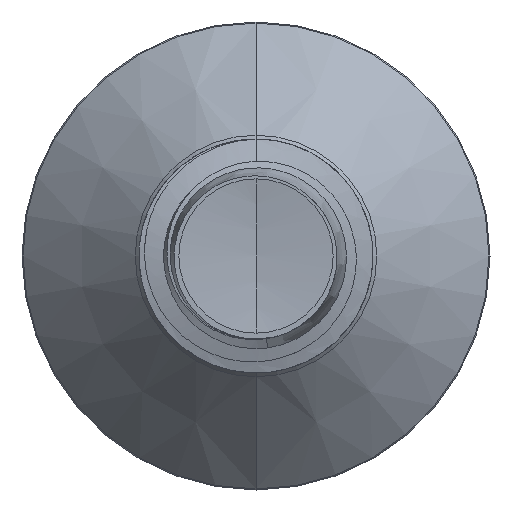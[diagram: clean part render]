
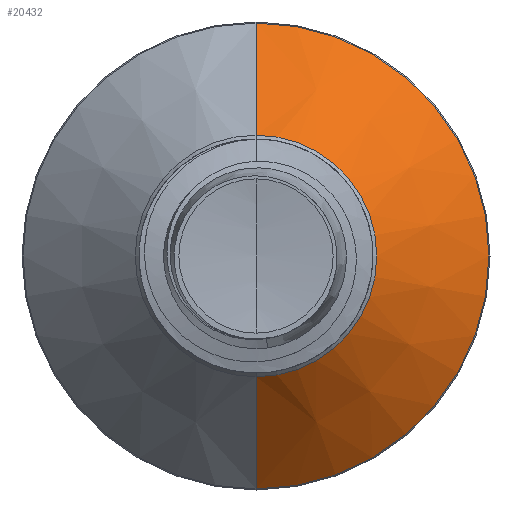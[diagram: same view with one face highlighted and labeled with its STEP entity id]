
A CAD part, front view. The second image highlights one B-rep face of the part: STEP entity #20432.
In plain terms, the highlighted conical face has half-angle 45 degrees and reference radius 4.129 mm.
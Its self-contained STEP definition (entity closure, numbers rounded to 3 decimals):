
#504 = AXIS2_PLACEMENT_3D ( 'NONE', #8534, #19491, #6343 ) ;
#1119 = CIRCLE ( 'NONE', #12633, 7.965 ) ;
#3078 = CIRCLE ( 'NONE', #9247, 4.129 ) ;
#3927 = ORIENTED_EDGE ( 'NONE', *, *, #22241, .F. ) ;
#5376 = FACE_OUTER_BOUND ( 'NONE', #23410, .T. ) ;
#5691 = VECTOR ( 'NONE', #20588, 1000. ) ;
#5883 = CARTESIAN_POINT ( 'NONE',  ( 0., 15.179, 0. ) ) ;
#6343 = DIRECTION ( 'NONE',  ( 0., 0., 1. ) ) ;
#6669 = VECTOR ( 'NONE', #10358, 1000. ) ;
#7590 = EDGE_CURVE ( 'NONE', #16807, #22393, #1119, .T. ) ;
#7646 = LINE ( 'NONE', #7908, #5691 ) ;
#7688 = DIRECTION ( 'NONE',  ( 0., 0., 1. ) ) ;
#7694 = DIRECTION ( 'NONE',  ( 0., 1., 0. ) ) ;
#7716 = CARTESIAN_POINT ( 'NONE',  ( 0., 19.015, 0. ) ) ;
#7894 = CARTESIAN_POINT ( 'NONE',  ( 0., 19.015, 7.965 ) ) ;
#7908 = CARTESIAN_POINT ( 'NONE',  ( 0., 15.179, 4.129 ) ) ;
#7968 = DIRECTION ( 'NONE',  ( 0., 0., 1. ) ) ;
#8534 = CARTESIAN_POINT ( 'NONE',  ( 0., 15.179, 0. ) ) ;
#8796 = ORIENTED_EDGE ( 'NONE', *, *, #23334, .T. ) ;
#9247 = AXIS2_PLACEMENT_3D ( 'NONE', #5883, #19079, #7968 ) ;
#10255 = CONICAL_SURFACE ( 'NONE', #504, 4.129, 0.785 ) ;
#10354 = VERTEX_POINT ( 'NONE', #16299 ) ;
#10358 = DIRECTION ( 'NONE',  ( 0., 0.707, -0.707 ) ) ;
#12633 = AXIS2_PLACEMENT_3D ( 'NONE', #7716, #7694, #7688 ) ;
#14151 = ORIENTED_EDGE ( 'NONE', *, *, #20129, .T. ) ;
#14986 = CARTESIAN_POINT ( 'NONE',  ( 0., 15.179, 4.129 ) ) ;
#16299 = CARTESIAN_POINT ( 'NONE',  ( 0., 15.179, -4.129 ) ) ;
#16807 = VERTEX_POINT ( 'NONE', #7894 ) ;
#17617 = VERTEX_POINT ( 'NONE', #14986 ) ;
#19079 = DIRECTION ( 'NONE',  ( 0., 1., 0. ) ) ;
#19491 = DIRECTION ( 'NONE',  ( 0., 1., 0. ) ) ;
#20129 = EDGE_CURVE ( 'NONE', #10354, #22393, #21175, .T. ) ;
#20432 = ADVANCED_FACE ( 'NONE', ( #5376 ), #10255, .T. ) ;
#20588 = DIRECTION ( 'NONE',  ( 0., 0.707, 0.707 ) ) ;
#20846 = CARTESIAN_POINT ( 'NONE',  ( 0., 15.179, -4.129 ) ) ;
#21175 = LINE ( 'NONE', #20846, #6669 ) ;
#22241 = EDGE_CURVE ( 'NONE', #17617, #16807, #7646, .T. ) ;
#22393 = VERTEX_POINT ( 'NONE', #23452 ) ;
#22592 = ORIENTED_EDGE ( 'NONE', *, *, #7590, .F. ) ;
#23334 = EDGE_CURVE ( 'NONE', #17617, #10354, #3078, .T. ) ;
#23410 = EDGE_LOOP ( 'NONE', ( #8796, #14151, #22592, #3927 ) ) ;
#23452 = CARTESIAN_POINT ( 'NONE',  ( 0., 19.015, -7.965 ) ) ;
